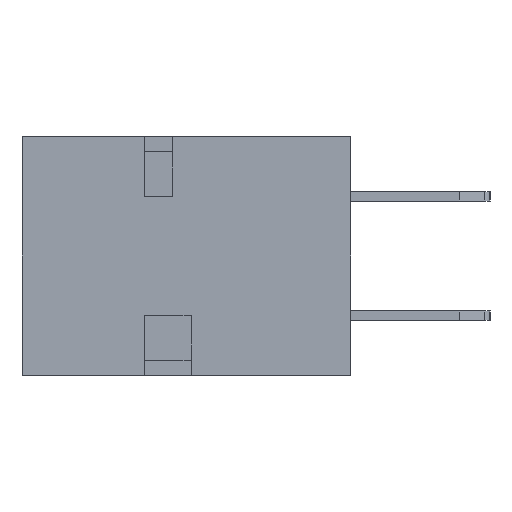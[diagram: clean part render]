
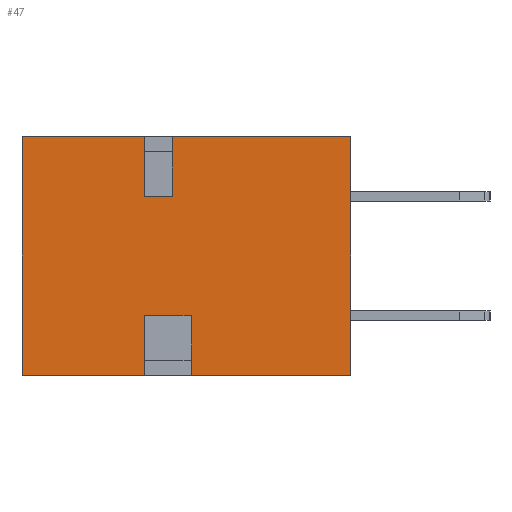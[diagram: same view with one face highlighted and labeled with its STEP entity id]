
A CAD part, left-side view. The second image highlights one B-rep face of the part: STEP entity #47.
In plain terms, the highlighted planar face has unit normal (-1, 0, 0).
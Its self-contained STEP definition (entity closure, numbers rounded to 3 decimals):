
#47=ADVANCED_FACE('3577',(#877),#878,.T.);
#877=FACE_OUTER_BOUND('',#2559,.T.);
#878=PLANE('',#2560);
#2559=EDGE_LOOP('',(#4288,#4289,#4290,#4291,#4292,#4293,#4294,#4295,#4296,#4297,#4298,#4299));
#2560=AXIS2_PLACEMENT_3D('',#4300,#4301,#4302);
#4288=ORIENTED_EDGE('',*,*,#10619,.T.);
#4289=ORIENTED_EDGE('',*,*,#10620,.T.);
#4290=ORIENTED_EDGE('',*,*,#10621,.F.);
#4291=ORIENTED_EDGE('',*,*,#10622,.F.);
#4292=ORIENTED_EDGE('',*,*,#10562,.T.);
#4293=ORIENTED_EDGE('',*,*,#10623,.T.);
#4294=ORIENTED_EDGE('',*,*,#10624,.T.);
#4295=ORIENTED_EDGE('',*,*,#10625,.F.);
#4296=ORIENTED_EDGE('',*,*,#10626,.F.);
#4297=ORIENTED_EDGE('',*,*,#10627,.F.);
#4298=ORIENTED_EDGE('',*,*,#10628,.F.);
#4299=ORIENTED_EDGE('',*,*,#10629,.F.);
#4300=CARTESIAN_POINT('',(-8.85,0.0,2.54));
#4301=DIRECTION('',(-1.0,0.0,0.0));
#4302=DIRECTION('',(0.0,0.0,1.0));
#10562=EDGE_CURVE('4389',#12506,#12510,#12512,.T.);
#10619=EDGE_CURVE('4937',#12625,#12626,#12627,.T.);
#10620=EDGE_CURVE('4930',#12626,#12628,#12629,.T.);
#10621=EDGE_CURVE('4931',#12630,#12628,#12631,.T.);
#10622=EDGE_CURVE('4935',#12506,#12630,#12632,.T.);
#10623=EDGE_CURVE('4865',#12510,#12633,#12634,.T.);
#10624=EDGE_CURVE('4837',#12633,#12635,#12636,.T.);
#10625=EDGE_CURVE('4836',#12637,#12635,#12638,.T.);
#10626=EDGE_CURVE('4929',#12639,#12637,#12640,.T.);
#10627=EDGE_CURVE('4866',#12641,#12639,#12642,.T.);
#10628=EDGE_CURVE('4699',#12643,#12641,#12644,.T.);
#10629=EDGE_CURVE('4936',#12625,#12643,#12645,.T.);
#12506=VERTEX_POINT('',#15640);
#12510=VERTEX_POINT('',#15646);
#12512=LINE('',#15649,#15650);
#12625=VERTEX_POINT('',#15819);
#12626=VERTEX_POINT('',#15820);
#12627=LINE('',#15821,#15822);
#12628=VERTEX_POINT('',#15823);
#12629=LINE('',#15824,#15825);
#12630=VERTEX_POINT('',#15826);
#12631=LINE('',#15827,#15828);
#12632=LINE('',#15829,#15830);
#12633=VERTEX_POINT('',#15831);
#12634=LINE('',#15832,#15833);
#12635=VERTEX_POINT('',#15834);
#12636=LINE('',#15835,#15836);
#12637=VERTEX_POINT('',#15837);
#12638=LINE('',#15838,#15839);
#12639=VERTEX_POINT('',#15840);
#12640=LINE('',#15841,#15842);
#12641=VERTEX_POINT('',#15843);
#12642=LINE('',#15844,#15845);
#12643=VERTEX_POINT('',#15846);
#12644=LINE('',#15847,#15848);
#12645=LINE('',#15849,#15850);
#15640=CARTESIAN_POINT('',(-8.85,0.0,2.54));
#15646=CARTESIAN_POINT('',(-8.85,0.0,-2.54));
#15649=CARTESIAN_POINT('',(-8.85,0.0,2.54));
#15650=VECTOR('',#20582,5.08);
#15819=CARTESIAN_POINT('',(-8.85,-3.2,2.54));
#15820=CARTESIAN_POINT('',(-8.85,-3.2,1.27));
#15821=CARTESIAN_POINT('',(-8.85,-3.2,2.54));
#15822=VECTOR('',#20639,1.27);
#15823=CARTESIAN_POINT('',(-8.85,-2.6,1.27));
#15824=CARTESIAN_POINT('',(-8.85,-3.2,1.27));
#15825=VECTOR('',#20640,0.6);
#15826=CARTESIAN_POINT('',(-8.85,-2.6,2.54));
#15827=CARTESIAN_POINT('',(-8.85,-2.6,2.54));
#15828=VECTOR('',#20641,1.27);
#15829=CARTESIAN_POINT('',(-8.85,0.0,2.54));
#15830=VECTOR('',#20642,2.6);
#15831=CARTESIAN_POINT('',(-8.85,-2.6,-2.54));
#15832=CARTESIAN_POINT('',(-8.85,0.0,-2.54));
#15833=VECTOR('',#20643,2.6);
#15834=CARTESIAN_POINT('',(-8.85,-2.6,-1.27));
#15835=CARTESIAN_POINT('',(-8.85,-2.6,-2.54));
#15836=VECTOR('',#20644,1.27);
#15837=CARTESIAN_POINT('',(-8.85,-3.6,-1.27));
#15838=CARTESIAN_POINT('',(-8.85,-3.6,-1.27));
#15839=VECTOR('',#20645,1.0);
#15840=CARTESIAN_POINT('',(-8.85,-3.6,-2.54));
#15841=CARTESIAN_POINT('',(-8.85,-3.6,-2.54));
#15842=VECTOR('',#20646,1.27);
#15843=CARTESIAN_POINT('',(-8.85,-7.0,-2.54));
#15844=CARTESIAN_POINT('',(-8.85,-7.0,-2.54));
#15845=VECTOR('',#20647,3.4);
#15846=CARTESIAN_POINT('',(-8.85,-7.0,2.54));
#15847=CARTESIAN_POINT('',(-8.85,-7.0,2.54));
#15848=VECTOR('',#20648,5.08);
#15849=CARTESIAN_POINT('',(-8.85,-3.2,2.54));
#15850=VECTOR('',#20649,3.8);
#20582=DIRECTION('',(0.0,0.0,-1.0));
#20639=DIRECTION('',(0.0,0.0,-1.0));
#20640=DIRECTION('',(0.0,1.0,0.0));
#20641=DIRECTION('',(0.0,0.0,-1.0));
#20642=DIRECTION('',(0.0,-1.0,0.0));
#20643=DIRECTION('',(0.0,-1.0,0.0));
#20644=DIRECTION('',(0.0,0.0,1.0));
#20645=DIRECTION('',(0.0,1.0,0.0));
#20646=DIRECTION('',(0.0,0.0,1.0));
#20647=DIRECTION('',(0.0,1.0,0.0));
#20648=DIRECTION('',(0.0,0.0,-1.0));
#20649=DIRECTION('',(0.0,-1.0,0.0));
